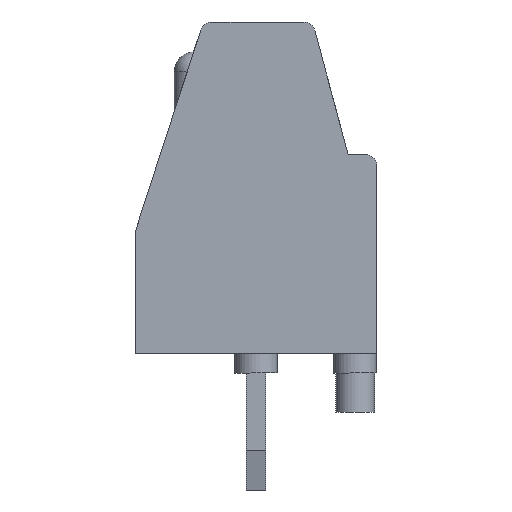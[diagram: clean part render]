
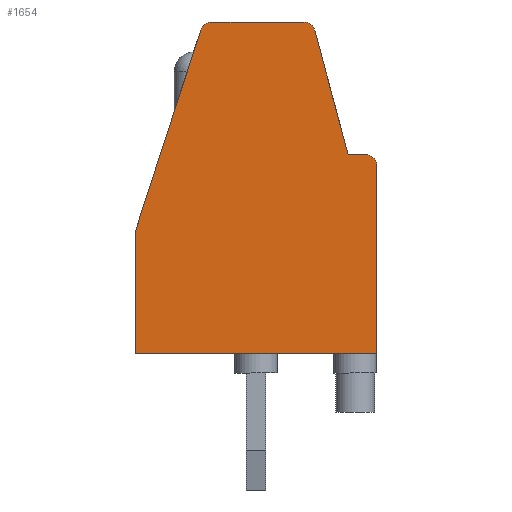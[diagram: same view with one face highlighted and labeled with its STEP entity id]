
A CAD part, left-side view. The second image highlights one B-rep face of the part: STEP entity #1654.
In plain terms, the highlighted planar face has unit normal (-1, 0, 0).
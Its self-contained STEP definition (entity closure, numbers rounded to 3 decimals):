
#305 = EDGE_CURVE('',#306,#308,#310,.T.);
#306 = VERTEX_POINT('',#307);
#307 = CARTESIAN_POINT('',(-1.5,-1.22,8.5));
#308 = VERTEX_POINT('',#309);
#309 = CARTESIAN_POINT('',(-1.5,1.132,8.5));
#310 = LINE('',#311,#312);
#311 = CARTESIAN_POINT('',(-1.5,-1.22,8.5));
#312 = VECTOR('',#313,1.);
#313 = DIRECTION('',(0.,1.,0.));
#369 = VERTEX_POINT('',#370);
#370 = CARTESIAN_POINT('',(-1.5,1.418,8.293));
#387 = VERTEX_POINT('',#388);
#388 = CARTESIAN_POINT('',(-1.5,3.1,3.114));
#394 = EDGE_CURVE('',#369,#387,#395,.T.);
#395 = LINE('',#396,#397);
#396 = CARTESIAN_POINT('',(-1.5,2.1,6.192));
#397 = VECTOR('',#398,1.);
#398 = DIRECTION('',(0.,0.309,-0.951)
  );
#509 = EDGE_CURVE('',#369,#308,#510,.T.);
#510 = CIRCLE('',#511,0.3);
#511 = AXIS2_PLACEMENT_3D('',#512,#513,#514);
#512 = CARTESIAN_POINT('',(-1.5,1.132,8.2));
#513 = DIRECTION('',(1.,0.,0.));
#514 = DIRECTION('',(0.,1.,0.));
#524 = EDGE_CURVE('',#525,#527,#529,.T.);
#525 = VERTEX_POINT('',#526);
#526 = CARTESIAN_POINT('',(-1.5,-3.1,4.8));
#527 = VERTEX_POINT('',#528);
#528 = CARTESIAN_POINT('',(-1.5,-3.1,0.));
#529 = LINE('',#530,#531);
#530 = CARTESIAN_POINT('',(-1.5,-3.1,0.15));
#531 = VECTOR('',#532,1.);
#532 = DIRECTION('',(0.,0.,-1.));
#1307 = VERTEX_POINT('',#1308);
#1308 = CARTESIAN_POINT('',(-1.5,-2.8,5.1));
#1314 = EDGE_CURVE('',#1307,#525,#1315,.T.);
#1315 = CIRCLE('',#1316,0.3);
#1316 = AXIS2_PLACEMENT_3D('',#1317,#1318,#1319);
#1317 = CARTESIAN_POINT('',(-1.5,-2.8,4.8));
#1318 = DIRECTION('',(1.,0.,0.));
#1319 = DIRECTION('',(0.,1.,0.));
#1654 = ADVANCED_FACE('',(#1655),#1699,.F.);
#1655 = FACE_BOUND('',#1656,.T.);
#1656 = EDGE_LOOP('',(#1657,#1658,#1659,#1667,#1675,#1682,#1683,#1684,
    #1685,#1693));
#1657 = ORIENTED_EDGE('',*,*,#524,.F.);
#1658 = ORIENTED_EDGE('',*,*,#1314,.F.);
#1659 = ORIENTED_EDGE('',*,*,#1660,.T.);
#1660 = EDGE_CURVE('',#1307,#1661,#1663,.T.);
#1661 = VERTEX_POINT('',#1662);
#1662 = CARTESIAN_POINT('',(-1.5,-2.361,5.1));
#1663 = LINE('',#1664,#1665);
#1664 = CARTESIAN_POINT('',(-1.5,-2.8,5.1));
#1665 = VECTOR('',#1666,1.);
#1666 = DIRECTION('',(0.,1.,0.));
#1667 = ORIENTED_EDGE('',*,*,#1668,.T.);
#1668 = EDGE_CURVE('',#1661,#1669,#1671,.T.);
#1669 = VERTEX_POINT('',#1670);
#1670 = CARTESIAN_POINT('',(-1.5,-1.509,8.278));
#1671 = LINE('',#1672,#1673);
#1672 = CARTESIAN_POINT('',(-1.5,-2.361,5.1));
#1673 = VECTOR('',#1674,1.);
#1674 = DIRECTION('',(0.,0.259,0.966)
  );
#1675 = ORIENTED_EDGE('',*,*,#1676,.F.);
#1676 = EDGE_CURVE('',#306,#1669,#1677,.T.);
#1677 = CIRCLE('',#1678,0.3);
#1678 = AXIS2_PLACEMENT_3D('',#1679,#1680,#1681);
#1679 = CARTESIAN_POINT('',(-1.5,-1.22,8.2));
#1680 = DIRECTION('',(1.,0.,0.));
#1681 = DIRECTION('',(0.,1.,0.));
#1682 = ORIENTED_EDGE('',*,*,#305,.T.);
#1683 = ORIENTED_EDGE('',*,*,#509,.F.);
#1684 = ORIENTED_EDGE('',*,*,#394,.T.);
#1685 = ORIENTED_EDGE('',*,*,#1686,.F.);
#1686 = EDGE_CURVE('',#1687,#387,#1689,.T.);
#1687 = VERTEX_POINT('',#1688);
#1688 = CARTESIAN_POINT('',(-1.5,3.1,0.));
#1689 = LINE('',#1690,#1691);
#1690 = CARTESIAN_POINT('',(-1.5,3.1,0.));
#1691 = VECTOR('',#1692,1.);
#1692 = DIRECTION('',(0.,0.,1.));
#1693 = ORIENTED_EDGE('',*,*,#1694,.T.);
#1694 = EDGE_CURVE('',#1687,#527,#1695,.T.);
#1695 = LINE('',#1696,#1697);
#1696 = CARTESIAN_POINT('',(-1.5,3.1,0.));
#1697 = VECTOR('',#1698,1.);
#1698 = DIRECTION('',(0.,-1.,0.));
#1699 = PLANE('',#1700);
#1700 = AXIS2_PLACEMENT_3D('',#1701,#1702,#1703);
#1701 = CARTESIAN_POINT('',(-1.5,21.223,-6.451));
#1702 = DIRECTION('',(1.,0.,0.));
#1703 = DIRECTION('',(0.,1.,0.));
